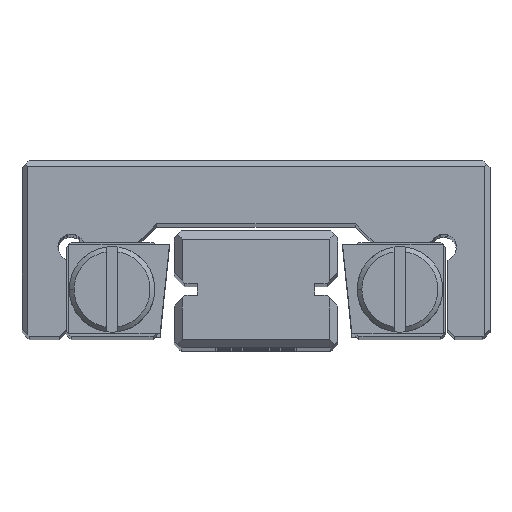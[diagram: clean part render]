
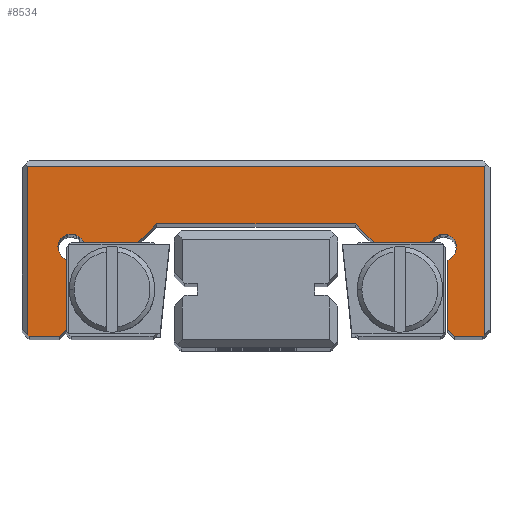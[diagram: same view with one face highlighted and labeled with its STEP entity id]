
A CAD part, top view. The second image highlights one B-rep face of the part: STEP entity #8534.
In plain terms, the highlighted planar face has unit normal (0, 0, 1).
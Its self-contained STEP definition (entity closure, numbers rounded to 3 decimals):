
#7632=PLANE('',#26704);
#8534=ADVANCED_FACE('',(#9687),#7632,.F.);
#9687=FACE_OUTER_BOUND('',#10822,.T.);
#10822=EDGE_LOOP('',(#17172,#17173,#17174,#17175,#17176,#17177,#17178,#17179,
#17180,#17181,#17182,#17183,#17184,#17185,#17186,#17187,#17188,#17189,#17190,
#17191,#17192,#17193,#17194));
#12379=LINE('',#35227,#14270);
#12385=LINE('',#35239,#14276);
#12391=LINE('',#35251,#14282);
#12440=LINE('',#35564,#14331);
#12443=LINE('',#35568,#14334);
#12452=LINE('',#35601,#14343);
#12455=LINE('',#35607,#14346);
#12458=LINE('',#35611,#14349);
#12461=LINE('',#35617,#14352);
#12464=LINE('',#35623,#14355);
#12467=LINE('',#35629,#14358);
#12470=LINE('',#35635,#14361);
#12474=LINE('',#35642,#14365);
#12486=LINE('',#35664,#14377);
#12490=LINE('',#35672,#14381);
#12493=LINE('',#35676,#14384);
#12497=LINE('',#35683,#14388);
#12500=LINE('',#35691,#14391);
#12501=LINE('',#35693,#14392);
#12502=LINE('',#35695,#14393);
#14270=VECTOR('',#29090,1.);
#14276=VECTOR('',#29100,1.);
#14282=VECTOR('',#29110,1.);
#14331=VECTOR('',#29337,1.);
#14334=VECTOR('',#29342,1.);
#14343=VECTOR('',#29379,1.);
#14346=VECTOR('',#29384,1.);
#14349=VECTOR('',#29389,1.);
#14352=VECTOR('',#29394,1.);
#14355=VECTOR('',#29399,1.);
#14358=VECTOR('',#29404,1.);
#14361=VECTOR('',#29409,1.);
#14365=VECTOR('',#29415,1.);
#14377=VECTOR('',#29433,1.);
#14381=VECTOR('',#29439,1.);
#14384=VECTOR('',#29444,1.);
#14388=VECTOR('',#29450,1.);
#14391=VECTOR('',#29463,1.);
#14392=VECTOR('',#29464,1.);
#14393=VECTOR('',#29465,1.);
#17172=ORIENTED_EDGE('',*,*,#24202,.T.);
#17173=ORIENTED_EDGE('',*,*,#24230,.T.);
#17174=ORIENTED_EDGE('',*,*,#24231,.T.);
#17175=ORIENTED_EDGE('',*,*,#24232,.T.);
#17176=ORIENTED_EDGE('',*,*,#24214,.T.);
#17177=ORIENTED_EDGE('',*,*,#24218,.T.);
#17178=ORIENTED_EDGE('',*,*,#24221,.T.);
#17179=ORIENTED_EDGE('',*,*,#24037,.T.);
#17180=ORIENTED_EDGE('',*,*,#24225,.T.);
#17181=ORIENTED_EDGE('',*,*,#24226,.T.);
#17182=ORIENTED_EDGE('',*,*,#23862,.T.);
#17183=ORIENTED_EDGE('',*,*,#24163,.T.);
#17184=ORIENTED_EDGE('',*,*,#24043,.T.);
#17185=ORIENTED_EDGE('',*,*,#24180,.T.);
#17186=ORIENTED_EDGE('',*,*,#24183,.T.);
#17187=ORIENTED_EDGE('',*,*,#24186,.T.);
#17188=ORIENTED_EDGE('',*,*,#24031,.T.);
#17189=ORIENTED_EDGE('',*,*,#24160,.T.);
#17190=ORIENTED_EDGE('',*,*,#24086,.T.);
#17191=ORIENTED_EDGE('',*,*,#24189,.T.);
#17192=ORIENTED_EDGE('',*,*,#24192,.T.);
#17193=ORIENTED_EDGE('',*,*,#24195,.T.);
#17194=ORIENTED_EDGE('',*,*,#24198,.T.);
#21932=VERTEX_POINT('',#34885);
#21933=VERTEX_POINT('',#34886);
#22074=VERTEX_POINT('',#35226);
#22075=VERTEX_POINT('',#35228);
#22078=VERTEX_POINT('',#35238);
#22079=VERTEX_POINT('',#35240);
#22082=VERTEX_POINT('',#35250);
#22083=VERTEX_POINT('',#35252);
#22100=VERTEX_POINT('',#35352);
#22101=VERTEX_POINT('',#35354);
#22159=VERTEX_POINT('',#35600);
#22161=VERTEX_POINT('',#35606);
#22163=VERTEX_POINT('',#35616);
#22165=VERTEX_POINT('',#35622);
#22167=VERTEX_POINT('',#35628);
#22169=VERTEX_POINT('',#35634);
#22171=VERTEX_POINT('',#35641);
#22178=VERTEX_POINT('',#35663);
#22179=VERTEX_POINT('',#35665);
#22181=VERTEX_POINT('',#35671);
#22183=VERTEX_POINT('',#35682);
#22184=VERTEX_POINT('',#35692);
#22185=VERTEX_POINT('',#35694);
#23862=EDGE_CURVE('',#21932,#21933,#25888,.T.);
#24031=EDGE_CURVE('',#22075,#22074,#12379,.T.);
#24037=EDGE_CURVE('',#22079,#22078,#12385,.T.);
#24043=EDGE_CURVE('',#22083,#22082,#12391,.T.);
#24086=EDGE_CURVE('',#22101,#22100,#25967,.T.);
#24160=EDGE_CURVE('',#22074,#22101,#12440,.T.);
#24163=EDGE_CURVE('',#21933,#22083,#12443,.T.);
#24180=EDGE_CURVE('',#22082,#22159,#12452,.T.);
#24183=EDGE_CURVE('',#22159,#22161,#12455,.T.);
#24186=EDGE_CURVE('',#22161,#22075,#12458,.T.);
#24189=EDGE_CURVE('',#22100,#22163,#12461,.T.);
#24192=EDGE_CURVE('',#22163,#22165,#12464,.T.);
#24195=EDGE_CURVE('',#22165,#22167,#12467,.T.);
#24198=EDGE_CURVE('',#22167,#22169,#12470,.T.);
#24202=EDGE_CURVE('',#22169,#22171,#12474,.T.);
#24214=EDGE_CURVE('',#22179,#22178,#12486,.T.);
#24218=EDGE_CURVE('',#22178,#22181,#12490,.T.);
#24221=EDGE_CURVE('',#22181,#22079,#12493,.T.);
#24225=EDGE_CURVE('',#22078,#22183,#12497,.T.);
#24226=EDGE_CURVE('',#22183,#21932,#26011,.T.);
#24230=EDGE_CURVE('',#22171,#22184,#12500,.T.);
#24231=EDGE_CURVE('',#22184,#22185,#12501,.T.);
#24232=EDGE_CURVE('',#22185,#22179,#12502,.T.);
#25888=CIRCLE('',#26491,0.55);
#25967=CIRCLE('',#26610,0.55);
#26011=CIRCLE('',#26700,0.55);
#26491=AXIS2_PLACEMENT_3D('',#34884,#28803,#28804);
#26610=AXIS2_PLACEMENT_3D('',#35353,#29182,#29183);
#26700=AXIS2_PLACEMENT_3D('',#35685,#29453,#29454);
#26704=AXIS2_PLACEMENT_3D('',#35696,#29466,#29467);
#28803=DIRECTION('',(0.,0.,-1.));
#28804=DIRECTION('',(1.,0.,0.));
#29090=DIRECTION('',(1.,0.,0.));
#29100=DIRECTION('',(0.,1.,0.));
#29110=DIRECTION('',(1.,0.,0.));
#29182=DIRECTION('',(0.,0.,-1.));
#29183=DIRECTION('',(-1.,0.,0.));
#29337=DIRECTION('',(0.707,0.707,0.));
#29342=DIRECTION('',(0.707,-0.707,0.));
#29379=DIRECTION('',(0.707,0.707,0.));
#29384=DIRECTION('',(1.,0.,0.));
#29389=DIRECTION('',(0.707,-0.707,0.));
#29394=DIRECTION('',(-0.707,-0.707,0.));
#29399=DIRECTION('',(0.,-1.,0.));
#29404=DIRECTION('',(0.707,-0.707,0.));
#29409=DIRECTION('',(1.,0.,0.));
#29415=DIRECTION('',(0.707,0.707,0.));
#29433=DIRECTION('',(0.707,-0.707,0.));
#29439=DIRECTION('',(1.,0.,0.));
#29444=DIRECTION('',(0.707,0.707,0.));
#29450=DIRECTION('',(-0.707,0.707,0.));
#29453=DIRECTION('',(0.,0.,-1.));
#29454=DIRECTION('',(1.,0.,0.));
#29463=DIRECTION('',(0.,1.,0.));
#29464=DIRECTION('',(-1.,0.,0.));
#29465=DIRECTION('',(0.,-1.,0.));
#29466=DIRECTION('',(0.,0.,-1.));
#29467=DIRECTION('',(-1.,0.,0.));
#34884=CARTESIAN_POINT('',(-7.915,3.815,42.5));
#34885=CARTESIAN_POINT('',(-8.465,3.815,42.5));
#34886=CARTESIAN_POINT('',(-7.526,4.204,42.5));
#35226=CARTESIAN_POINT('',(7.422,4.,42.5));
#35227=CARTESIAN_POINT('',(5.05,4.,42.5));
#35228=CARTESIAN_POINT('',(5.05,4.,42.5));
#35238=CARTESIAN_POINT('',(-8.1,3.222,42.5));
#35239=CARTESIAN_POINT('',(-8.1,0.3,42.5));
#35240=CARTESIAN_POINT('',(-8.1,0.3,42.5));
#35250=CARTESIAN_POINT('',(-5.05,4.,42.5));
#35251=CARTESIAN_POINT('',(-7.322,4.,42.5));
#35252=CARTESIAN_POINT('',(-7.322,4.,42.5));
#35352=CARTESIAN_POINT('',(8.404,3.426,42.5));
#35353=CARTESIAN_POINT('',(8.015,3.815,42.5));
#35354=CARTESIAN_POINT('',(7.626,4.204,42.5));
#35564=CARTESIAN_POINT('',(7.626,4.204,42.5));
#35568=CARTESIAN_POINT('',(-7.526,4.204,42.5));
#35600=CARTESIAN_POINT('',(-4.25,4.8,42.5));
#35601=CARTESIAN_POINT('',(-5.05,4.,42.5));
#35606=CARTESIAN_POINT('',(4.25,4.8,42.5));
#35607=CARTESIAN_POINT('',(-4.25,4.8,42.5));
#35611=CARTESIAN_POINT('',(5.05,4.,42.5));
#35616=CARTESIAN_POINT('',(8.2,3.222,42.5));
#35617=CARTESIAN_POINT('',(8.2,3.222,42.5));
#35622=CARTESIAN_POINT('',(8.2,0.3,42.5));
#35623=CARTESIAN_POINT('',(8.2,0.3,42.5));
#35628=CARTESIAN_POINT('',(8.5,0.,42.5));
#35629=CARTESIAN_POINT('',(8.5,0.,42.5));
#35634=CARTESIAN_POINT('',(9.7,0.,42.5));
#35635=CARTESIAN_POINT('',(8.5,0.,42.5));
#35641=CARTESIAN_POINT('',(9.75,0.05,42.5));
#35642=CARTESIAN_POINT('',(9.7,0.,42.5));
#35663=CARTESIAN_POINT('',(-9.7,0.,42.5));
#35664=CARTESIAN_POINT('',(-10.,0.3,42.5));
#35665=CARTESIAN_POINT('',(-9.75,0.05,42.5));
#35671=CARTESIAN_POINT('',(-8.4,0.,42.5));
#35672=CARTESIAN_POINT('',(-9.7,0.,42.5));
#35676=CARTESIAN_POINT('',(-8.4,0.,42.5));
#35682=CARTESIAN_POINT('',(-8.304,3.426,42.5));
#35683=CARTESIAN_POINT('',(-8.1,3.222,42.5));
#35685=CARTESIAN_POINT('',(-7.915,3.815,42.5));
#35691=CARTESIAN_POINT('',(9.75,3.815,42.5));
#35692=CARTESIAN_POINT('',(9.75,7.25,42.5));
#35693=CARTESIAN_POINT('',(8.015,7.25,42.5));
#35694=CARTESIAN_POINT('',(-9.75,7.25,42.5));
#35695=CARTESIAN_POINT('',(-9.75,3.815,42.5));
#35696=CARTESIAN_POINT('',(8.015,3.815,42.5));
